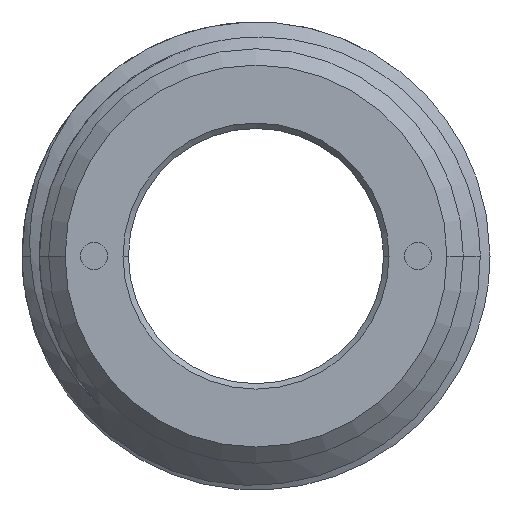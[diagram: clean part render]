
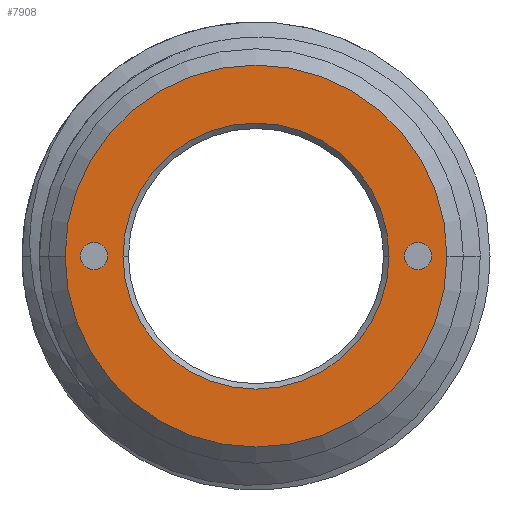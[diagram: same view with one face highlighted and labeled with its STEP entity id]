
A CAD part, left-side view. The second image highlights one B-rep face of the part: STEP entity #7908.
In plain terms, the highlighted planar face has unit normal (-1, 0, 0).
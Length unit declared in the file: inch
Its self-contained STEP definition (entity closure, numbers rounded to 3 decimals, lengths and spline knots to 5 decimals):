
#149 = DIRECTION ( 'NONE',  ( 0., 0., 1. ) ) ;
#157 = EDGE_CURVE ( 'NONE', #811, #8909, #12725, .T. ) ;
#329 = EDGE_CURVE ( 'NONE', #4977, #9507, #1163, .T. ) ;
#811 = VERTEX_POINT ( 'NONE', #2015 ) ;
#910 = DIRECTION ( 'NONE',  ( 0., -1., 0. ) ) ;
#977 = CARTESIAN_POINT ( 'NONE',  ( -0.88583, 0.2345, 0. ) ) ;
#1163 = CIRCLE ( 'NONE', #1613, 0.2445 ) ;
#1342 = CARTESIAN_POINT ( 'NONE',  ( -0.88583, 0.29775, -0.025 ) ) ;
#1613 = AXIS2_PLACEMENT_3D ( 'NONE', #13343, #9216, #7979 ) ;
#1870 = AXIS2_PLACEMENT_3D ( 'NONE', #11926, #12075, #149 ) ;
#1945 = DIRECTION ( 'NONE',  ( 0., 0., 1. ) ) ;
#1964 = FACE_BOUND ( 'NONE', #4568, .T. ) ;
#2015 = CARTESIAN_POINT ( 'NONE',  ( -0.88583, 0.29775, 0.025 ) ) ;
#2044 = DIRECTION ( 'NONE',  ( -1., 0., 0. ) ) ;
#2047 = AXIS2_PLACEMENT_3D ( 'NONE', #10772, #11967, #11046 ) ;
#2275 = AXIS2_PLACEMENT_3D ( 'NONE', #4202, #12752, #1945 ) ;
#2663 = CARTESIAN_POINT ( 'NONE',  ( -0.88583, -0.29775, 0.025 ) ) ;
#2740 = ORIENTED_EDGE ( 'NONE', *, *, #11593, .T. ) ;
#3027 = VERTEX_POINT ( 'NONE', #2663 ) ;
#3047 = DIRECTION ( 'NONE',  ( 0., -1., 0. ) ) ;
#3134 = VERTEX_POINT ( 'NONE', #5907 ) ;
#3575 = ORIENTED_EDGE ( 'NONE', *, *, #5892, .T. ) ;
#3744 = DIRECTION ( 'NONE',  ( 1., 0., 0. ) ) ;
#3855 = CIRCLE ( 'NONE', #7918, 0.351 ) ;
#3890 = AXIS2_PLACEMENT_3D ( 'NONE', #10010, #6664, #8863 ) ;
#4153 = VERTEX_POINT ( 'NONE', #11618 ) ;
#4202 = CARTESIAN_POINT ( 'NONE',  ( -0.88583, 0.29775, 0. ) ) ;
#4568 = EDGE_LOOP ( 'NONE', ( #12282, #4584 ) ) ;
#4584 = ORIENTED_EDGE ( 'NONE', *, *, #6952, .T. ) ;
#4977 = VERTEX_POINT ( 'NONE', #12941 ) ;
#5105 = CIRCLE ( 'NONE', #13049, 0.2445 ) ;
#5252 = CIRCLE ( 'NONE', #3890, 0.025 ) ;
#5376 = EDGE_LOOP ( 'NONE', ( #3575, #2740 ) ) ;
#5885 = ORIENTED_EDGE ( 'NONE', *, *, #8724, .F. ) ;
#5892 = EDGE_CURVE ( 'NONE', #4153, #3134, #9963, .T. ) ;
#5907 = CARTESIAN_POINT ( 'NONE',  ( -0.88583, -0.351, 0. ) ) ;
#6279 = FACE_OUTER_BOUND ( 'NONE', #5376, .T. ) ;
#6356 = FACE_BOUND ( 'NONE', #7593, .T. ) ;
#6371 = CARTESIAN_POINT ( 'NONE',  ( -0.88583, 0., 0. ) ) ;
#6595 = CIRCLE ( 'NONE', #1870, 0.025 ) ;
#6664 = DIRECTION ( 'NONE',  ( -1., 0., 0. ) ) ;
#6850 = ORIENTED_EDGE ( 'NONE', *, *, #13506, .F. ) ;
#6952 = EDGE_CURVE ( 'NONE', #9507, #4977, #5105, .T. ) ;
#7593 = EDGE_LOOP ( 'NONE', ( #5885, #12970 ) ) ;
#7908 = ADVANCED_FACE ( 'NONE', ( #6356, #11695, #1964, #6279 ), #8485, .T. ) ;
#7918 = AXIS2_PLACEMENT_3D ( 'NONE', #10505, #2044, #3047 ) ;
#7979 = DIRECTION ( 'NONE',  ( 0., -1., 0. ) ) ;
#8147 = CIRCLE ( 'NONE', #2047, 0.025 ) ;
#8485 = PLANE ( 'NONE',  #10956 ) ;
#8724 = EDGE_CURVE ( 'NONE', #3027, #9072, #6595, .T. ) ;
#8863 = DIRECTION ( 'NONE',  ( 0., 0., 1. ) ) ;
#8909 = VERTEX_POINT ( 'NONE', #1342 ) ;
#8990 = EDGE_CURVE ( 'NONE', #9072, #3027, #5252, .T. ) ;
#9009 = DIRECTION ( 'NONE',  ( 0., -1., 0. ) ) ;
#9072 = VERTEX_POINT ( 'NONE', #11215 ) ;
#9085 = CARTESIAN_POINT ( 'NONE',  ( -0.88583, 0., 0. ) ) ;
#9216 = DIRECTION ( 'NONE',  ( 1., 0., 0. ) ) ;
#9507 = VERTEX_POINT ( 'NONE', #9551 ) ;
#9551 = CARTESIAN_POINT ( 'NONE',  ( -0.88583, 0.2445, 0. ) ) ;
#9959 = ORIENTED_EDGE ( 'NONE', *, *, #157, .F. ) ;
#9963 = CIRCLE ( 'NONE', #12245, 0.351 ) ;
#10010 = CARTESIAN_POINT ( 'NONE',  ( -0.88583, -0.29775, 0. ) ) ;
#10505 = CARTESIAN_POINT ( 'NONE',  ( -0.88583, 0., 0. ) ) ;
#10634 = DIRECTION ( 'NONE',  ( -1., 0., 0. ) ) ;
#10772 = CARTESIAN_POINT ( 'NONE',  ( -0.88583, 0.29775, 0. ) ) ;
#10785 = DIRECTION ( 'NONE',  ( 0., -1., 0. ) ) ;
#10956 = AXIS2_PLACEMENT_3D ( 'NONE', #977, #10634, #910 ) ;
#11046 = DIRECTION ( 'NONE',  ( 0., 0., 1. ) ) ;
#11215 = CARTESIAN_POINT ( 'NONE',  ( -0.88583, -0.29775, -0.025 ) ) ;
#11593 = EDGE_CURVE ( 'NONE', #3134, #4153, #3855, .T. ) ;
#11618 = CARTESIAN_POINT ( 'NONE',  ( -0.88583, 0.351, 0. ) ) ;
#11695 = FACE_BOUND ( 'NONE', #13241, .T. ) ;
#11926 = CARTESIAN_POINT ( 'NONE',  ( -0.88583, -0.29775, 0. ) ) ;
#11967 = DIRECTION ( 'NONE',  ( -1., 0., 0. ) ) ;
#11985 = DIRECTION ( 'NONE',  ( -1., 0., 0. ) ) ;
#12075 = DIRECTION ( 'NONE',  ( -1., 0., 0. ) ) ;
#12245 = AXIS2_PLACEMENT_3D ( 'NONE', #6371, #11985, #10785 ) ;
#12282 = ORIENTED_EDGE ( 'NONE', *, *, #329, .T. ) ;
#12725 = CIRCLE ( 'NONE', #2275, 0.025 ) ;
#12752 = DIRECTION ( 'NONE',  ( -1., 0., 0. ) ) ;
#12941 = CARTESIAN_POINT ( 'NONE',  ( -0.88583, -0.2445, 0. ) ) ;
#12970 = ORIENTED_EDGE ( 'NONE', *, *, #8990, .F. ) ;
#13049 = AXIS2_PLACEMENT_3D ( 'NONE', #9085, #3744, #9009 ) ;
#13241 = EDGE_LOOP ( 'NONE', ( #9959, #6850 ) ) ;
#13343 = CARTESIAN_POINT ( 'NONE',  ( -0.88583, 0., 0. ) ) ;
#13506 = EDGE_CURVE ( 'NONE', #8909, #811, #8147, .T. ) ;
